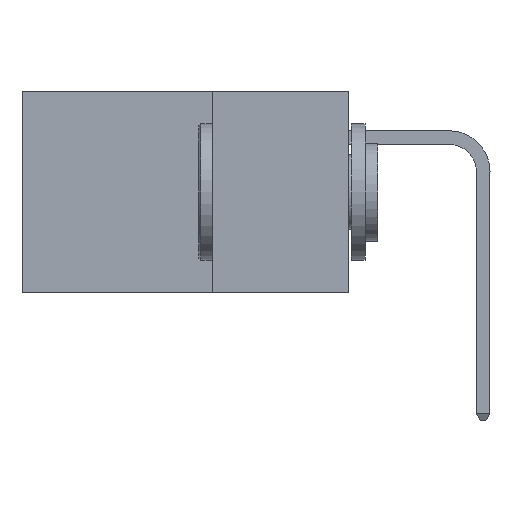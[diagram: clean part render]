
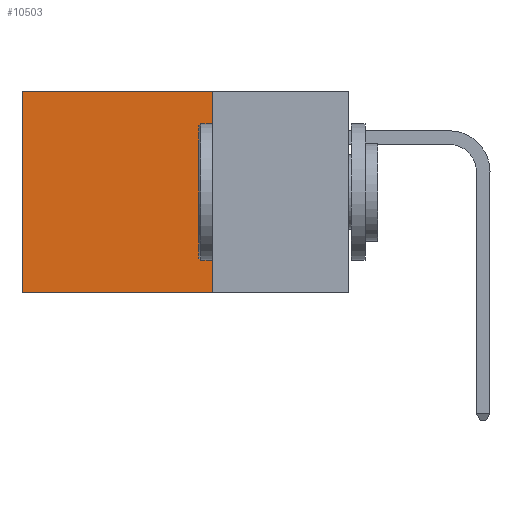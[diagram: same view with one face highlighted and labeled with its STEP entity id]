
A CAD part, left-side view. The second image highlights one B-rep face of the part: STEP entity #10503.
In plain terms, the highlighted planar face has unit normal (-1, 0, 0).
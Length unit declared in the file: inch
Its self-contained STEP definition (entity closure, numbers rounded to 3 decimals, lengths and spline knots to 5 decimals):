
#1158 = CARTESIAN_POINT ( 'NONE',  ( 0.2875, 0.25, 0. ) ) ;
#1640 = EDGE_CURVE ( 'NONE', #18956, #9647, #5341, .T. ) ;
#1826 = FACE_OUTER_BOUND ( 'NONE', #24856, .T. ) ;
#2068 = CARTESIAN_POINT ( 'NONE',  ( 0.2875, 0.6, 0. ) ) ;
#3280 = ORIENTED_EDGE ( 'NONE', *, *, #26453, .F. ) ;
#3599 = VECTOR ( 'NONE', #14220, 39.37008 ) ;
#4520 = CARTESIAN_POINT ( 'NONE',  ( 0.2875, 0.6, 0. ) ) ;
#5208 = ORIENTED_EDGE ( 'NONE', *, *, #20735, .T. ) ;
#5341 = LINE ( 'NONE', #13434, #29534 ) ;
#6228 = DIRECTION ( 'NONE',  ( 1., 0., 0. ) ) ;
#7327 = VERTEX_POINT ( 'NONE', #4520 ) ;
#7720 = CARTESIAN_POINT ( 'NONE',  ( 0.2875, 0.25, -0.37 ) ) ;
#8042 = LINE ( 'NONE', #2068, #26004 ) ;
#9647 = VERTEX_POINT ( 'NONE', #19541 ) ;
#10503 = ADVANCED_FACE ( 'NONE', ( #1826 ), #20423, .F. ) ;
#10908 = ORIENTED_EDGE ( 'NONE', *, *, #1640, .F. ) ;
#11452 = VERTEX_POINT ( 'NONE', #28639 ) ;
#13434 = CARTESIAN_POINT ( 'NONE',  ( 0.2875, 0.25, -0.37 ) ) ;
#14220 = DIRECTION ( 'NONE',  ( 0., 1., 0. ) ) ;
#16129 = ORIENTED_EDGE ( 'NONE', *, *, #17752, .T. ) ;
#17752 = EDGE_CURVE ( 'NONE', #7327, #9647, #8042, .T. ) ;
#17812 = DIRECTION ( 'NONE',  ( 0., 0., -1. ) ) ;
#17892 = VECTOR ( 'NONE', #17812, 39.37008 ) ;
#18956 = VERTEX_POINT ( 'NONE', #7720 ) ;
#19541 = CARTESIAN_POINT ( 'NONE',  ( 0.2875, 0.6, -0.37 ) ) ;
#20423 = PLANE ( 'NONE',  #27253 ) ;
#20735 = EDGE_CURVE ( 'NONE', #11452, #7327, #21745, .T. ) ;
#21745 = LINE ( 'NONE', #28172, #3599 ) ;
#22739 = DIRECTION ( 'NONE',  ( 0., 0., -1. ) ) ;
#24063 = LINE ( 'NONE', #1158, #17892 ) ;
#24856 = EDGE_LOOP ( 'NONE', ( #16129, #10908, #3280, #5208 ) ) ;
#26004 = VECTOR ( 'NONE', #27999, 39.37008 ) ;
#26453 = EDGE_CURVE ( 'NONE', #11452, #18956, #24063, .T. ) ;
#27253 = AXIS2_PLACEMENT_3D ( 'NONE', #27282, #6228, #22739 ) ;
#27282 = CARTESIAN_POINT ( 'NONE',  ( 0.2875, 0.25, 0. ) ) ;
#27999 = DIRECTION ( 'NONE',  ( 0., 0., -1. ) ) ;
#28172 = CARTESIAN_POINT ( 'NONE',  ( 0.2875, 0.25, 0. ) ) ;
#28639 = CARTESIAN_POINT ( 'NONE',  ( 0.2875, 0.25, 0. ) ) ;
#29534 = VECTOR ( 'NONE', #29806, 39.37008 ) ;
#29806 = DIRECTION ( 'NONE',  ( 0., 1., 0. ) ) ;
